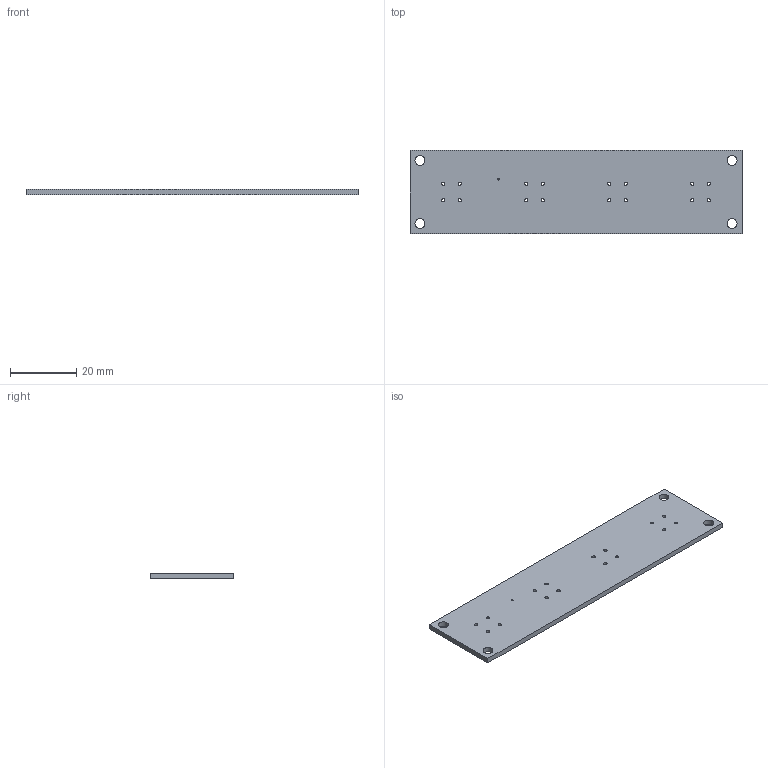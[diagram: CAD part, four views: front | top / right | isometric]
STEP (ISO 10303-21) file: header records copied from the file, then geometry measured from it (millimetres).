
FILE_DESCRIPTION(('for SolidWorks'),'2;1');
FILE_NAME('4BS.step', '2019-11-26T19:50:53',('guilhermemartins'),(''), 'Open CASCADE STEP processor 6.6','DipTrace','Unknown');
FILE_SCHEMA(('AUTOMOTIVE_DESIGN { 1 0 10303 214 1 1 1 1 }'));
Length unit declared in the file: millimetre
Products named in the file (2): PCB_4BS; Board_4BS
Assembly tree (1 placements, depth 2):
  PCB_4BS
    Board_4BS
Bounding box: 100 x 25 x 1.59 mm (x, y, z)
Volume: 3908.1 mm3; surface area: 5458.1 mm2
Topology: 1 solids, 1 shells, 27 faces, 75 edges, 50 vertices
Faces by surface type: cylinder 21, plane 6
Full cylindrical faces by diameter (mm): 0.486 x1, 1.016 x16, 3 x4
Entity records: 1012 total; most frequent: DIRECTION 175, CARTESIAN_POINT 154, ORIENTED_EDGE 150, EDGE_CURVE 75, AXIS2_PLACEMENT_3D 71, FACE_BOUND 69, EDGE_LOOP 69, VERTEX_POINT 50
